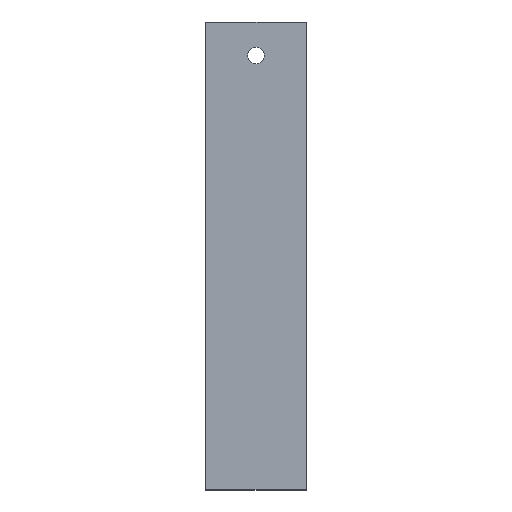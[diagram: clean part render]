
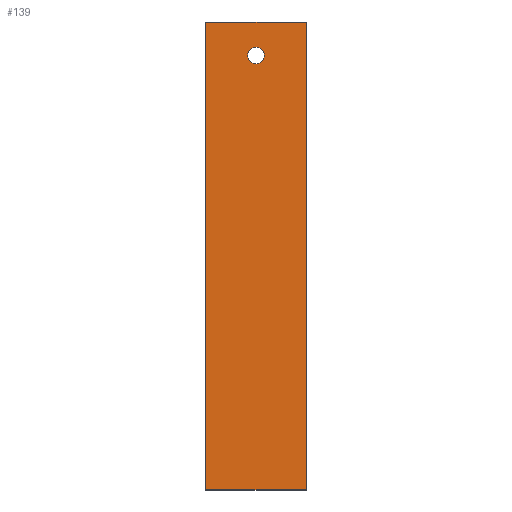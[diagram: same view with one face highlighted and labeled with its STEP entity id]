
A CAD part, top view. The second image highlights one B-rep face of the part: STEP entity #139.
In plain terms, the highlighted planar face has unit normal (0, 0, 1).
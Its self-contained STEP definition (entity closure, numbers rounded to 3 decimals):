
#8 = CARTESIAN_POINT ( 'NONE',  ( -15., -70., 5. ) ) ;
#21 = VERTEX_POINT ( 'NONE', #191 ) ;
#25 = DIRECTION ( 'NONE',  ( 1., 0., 0. ) ) ;
#32 = DIRECTION ( 'NONE',  ( -1., 0., 0. ) ) ;
#34 = CARTESIAN_POINT ( 'NONE',  ( -15., -70., 5. ) ) ;
#37 = DIRECTION ( 'NONE',  ( 0., 0., -1. ) ) ;
#39 = EDGE_CURVE ( 'NONE', #21, #122, #238, .T. ) ;
#41 = VECTOR ( 'NONE', #169, 1000. ) ;
#54 = VECTOR ( 'NONE', #61, 1000. ) ;
#58 = LINE ( 'NONE', #201, #136 ) ;
#60 = DIRECTION ( 'NONE',  ( 1., 0., 0. ) ) ;
#61 = DIRECTION ( 'NONE',  ( 0., -1., 0. ) ) ;
#74 = EDGE_LOOP ( 'NONE', ( #234, #239, #208, #261 ) ) ;
#87 = LINE ( 'NONE', #34, #192 ) ;
#94 = DIRECTION ( 'NONE',  ( 1., 0., 0. ) ) ;
#96 = CARTESIAN_POINT ( 'NONE',  ( 2.5, 60., 5. ) ) ;
#97 = CARTESIAN_POINT ( 'NONE',  ( 0., 60., 5. ) ) ;
#103 = CARTESIAN_POINT ( 'NONE',  ( -15., -70., 5. ) ) ;
#106 = FACE_OUTER_BOUND ( 'NONE', #74, .T. ) ;
#108 = CARTESIAN_POINT ( 'NONE',  ( 15., -70., 5. ) ) ;
#110 = EDGE_CURVE ( 'NONE', #122, #21, #276, .T. ) ;
#111 = AXIS2_PLACEMENT_3D ( 'NONE', #97, #207, #94 ) ;
#114 = VERTEX_POINT ( 'NONE', #117 ) ;
#117 = CARTESIAN_POINT ( 'NONE',  ( 15., 70., 5. ) ) ;
#122 = VERTEX_POINT ( 'NONE', #96 ) ;
#124 = PLANE ( 'NONE',  #155 ) ;
#136 = VECTOR ( 'NONE', #174, 1000. ) ;
#139 = ADVANCED_FACE ( 'NONE', ( #106, #247 ), #124, .F. ) ;
#155 = AXIS2_PLACEMENT_3D ( 'NONE', #224, #37, #32 ) ;
#158 = VERTEX_POINT ( 'NONE', #197 ) ;
#169 = DIRECTION ( 'NONE',  ( -1., 0., 0. ) ) ;
#171 = CARTESIAN_POINT ( 'NONE',  ( -15., 70., 5. ) ) ;
#173 = EDGE_CURVE ( 'NONE', #158, #206, #297, .T. ) ;
#174 = DIRECTION ( 'NONE',  ( 0., 1., 0. ) ) ;
#178 = LINE ( 'NONE', #171, #41 ) ;
#184 = EDGE_LOOP ( 'NONE', ( #264, #305 ) ) ;
#191 = CARTESIAN_POINT ( 'NONE',  ( -2.5, 60., 5. ) ) ;
#192 = VECTOR ( 'NONE', #60, 1000. ) ;
#197 = CARTESIAN_POINT ( 'NONE',  ( -15., 70., 5. ) ) ;
#201 = CARTESIAN_POINT ( 'NONE',  ( 15., -70., 5. ) ) ;
#205 = EDGE_CURVE ( 'NONE', #206, #308, #87, .T. ) ;
#206 = VERTEX_POINT ( 'NONE', #8 ) ;
#207 = DIRECTION ( 'NONE',  ( 0., 0., 1. ) ) ;
#208 = ORIENTED_EDGE ( 'NONE', *, *, #173, .T. ) ;
#216 = DIRECTION ( 'NONE',  ( 0., 0., 1. ) ) ;
#224 = CARTESIAN_POINT ( 'NONE',  ( 0., 0., 5. ) ) ;
#228 = EDGE_CURVE ( 'NONE', #308, #114, #58, .T. ) ;
#230 = EDGE_CURVE ( 'NONE', #114, #158, #178, .T. ) ;
#234 = ORIENTED_EDGE ( 'NONE', *, *, #228, .T. ) ;
#238 = CIRCLE ( 'NONE', #251, 2.5 ) ;
#239 = ORIENTED_EDGE ( 'NONE', *, *, #230, .T. ) ;
#247 = FACE_BOUND ( 'NONE', #184, .T. ) ;
#251 = AXIS2_PLACEMENT_3D ( 'NONE', #260, #216, #25 ) ;
#260 = CARTESIAN_POINT ( 'NONE',  ( 0., 60., 5. ) ) ;
#261 = ORIENTED_EDGE ( 'NONE', *, *, #205, .T. ) ;
#264 = ORIENTED_EDGE ( 'NONE', *, *, #39, .F. ) ;
#276 = CIRCLE ( 'NONE', #111, 2.5 ) ;
#297 = LINE ( 'NONE', #103, #54 ) ;
#305 = ORIENTED_EDGE ( 'NONE', *, *, #110, .F. ) ;
#308 = VERTEX_POINT ( 'NONE', #108 ) ;
